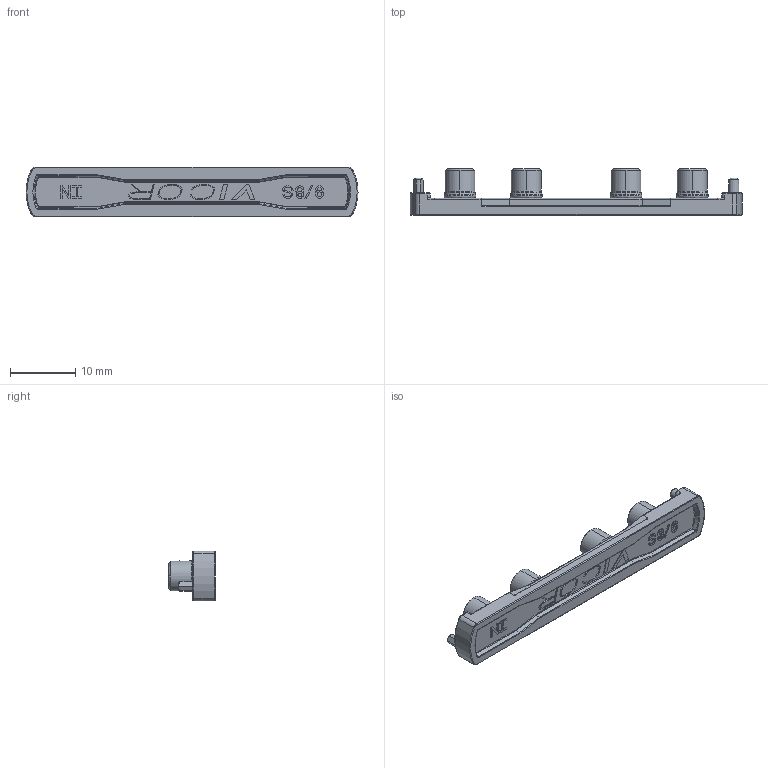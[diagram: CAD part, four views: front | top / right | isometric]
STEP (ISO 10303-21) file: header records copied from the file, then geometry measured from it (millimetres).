
FILE_DESCRIPTION (( 'STEP AP214' ), '1' );
FILE_NAME ('18375_18383_18363_18483-02-Input.STEP', '2012-08-16T14:58:33', ( 'Vicor User' ), ( 'Microsoft' ), 'SwSTEP 2.0', 'SolidWorks 2012', '' );
FILE_SCHEMA (( 'AUTOMOTIVE_DESIGN' ));
Length unit declared in the file: inch
Products named in the file (1): 18375_18383_18363_18483-02-Input
Bounding box: 50.8 x 7.06 x 7.62 mm (x, y, z)
Volume: 1104.9 mm3; surface area: 1440.1 mm2
Topology: 1 solids, 1 shells, 710 faces, 1862 edges, 1181 vertices
Faces by surface type: plane 449, bspline 215, cylinder 26, cone 20
Entity records: 37523 total; most frequent: CARTESIAN_POINT 12106, ORIENTED_EDGE 3724, DIRECTION 2664, EDGE_CURVE 1862, VECTOR 1364, LINE 1364, VERTEX_POINT 1181, EDGE_LOOP 737
